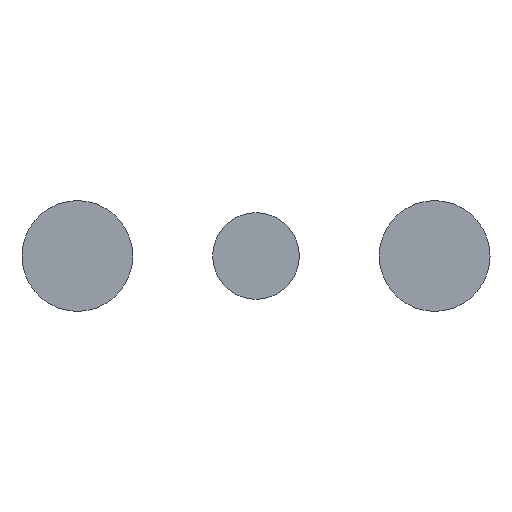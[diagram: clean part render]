
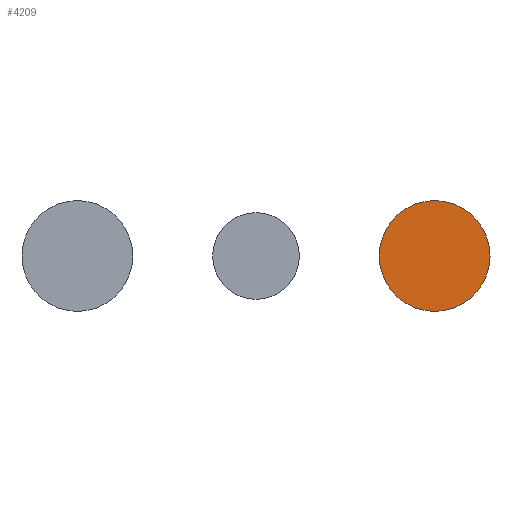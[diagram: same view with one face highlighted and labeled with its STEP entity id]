
A CAD part, front view. The second image highlights one B-rep face of the part: STEP entity #4209.
In plain terms, the highlighted planar face has unit normal (0, -1, 0).
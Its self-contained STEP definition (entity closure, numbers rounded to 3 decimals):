
#1015=CARTESIAN_POINT('',(100.,0.,0.));
#1016=DIRECTION('',(0.,1.,0.));
#1017=DIRECTION('',(1.,0.,0.));
#1018=AXIS2_PLACEMENT_3D('',#1015,#1016,#1017);
#1029=CARTESIAN_POINT('',(100.,0.,0.));
#1030=DIRECTION('',(0.,-1.,0.));
#1031=DIRECTION('',(1.,0.,0.));
#1032=AXIS2_PLACEMENT_3D('',#1029,#1030,#1031);
#2335=CARTESIAN_POINT('',(131.,0.,0.));
#2336=CARTESIAN_POINT('',(69.,0.,0.));
#2337=VERTEX_POINT('',#2335);
#2338=VERTEX_POINT('',#2336);
#4200=CARTESIAN_POINT('',(100.,0.,0.));
#4201=DIRECTION('',(0.,-1.,0.));
#4202=DIRECTION('',(-1.,0.,0.));
#4203=AXIS2_PLACEMENT_3D('',#4200,#4201,#4202);
#4204=PLANE('',#4203);
#4205=ORIENTED_EDGE('',*,*,#4166,.T.);
#4206=ORIENTED_EDGE('',*,*,#4187,.F.);
#4207=EDGE_LOOP('',(#4205,#4206));
#4208=FACE_OUTER_BOUND('',#4207,.F.);
#4209=ADVANCED_FACE('',(#4208),#4204,.T.);
#1019=CIRCLE('',#1018,31.);
#1033=CIRCLE('',#1032,31.);
#4166=EDGE_CURVE('',#2337,#2338,#1019,.T.);
#4187=EDGE_CURVE('',#2337,#2338,#1033,.T.);
